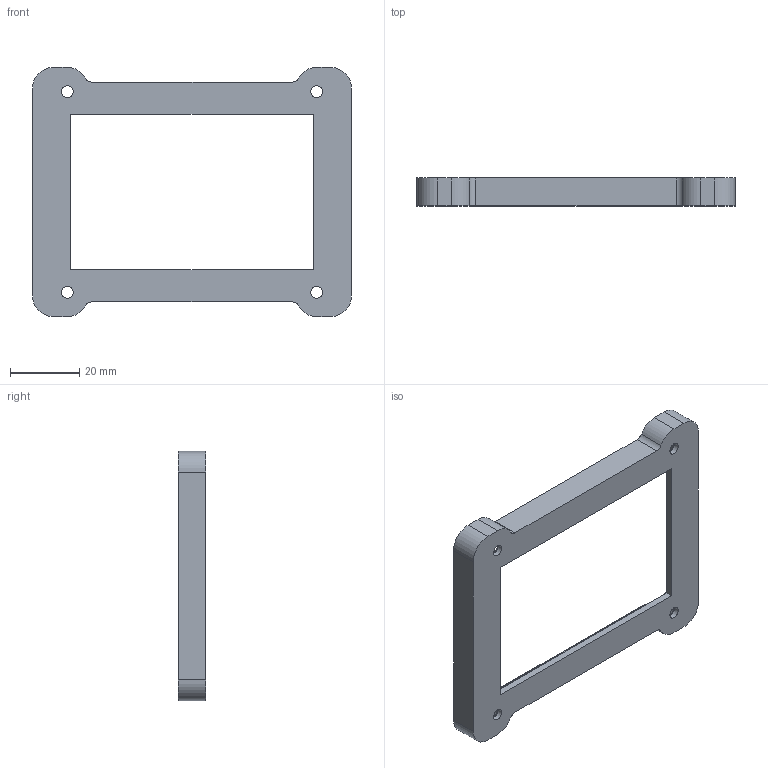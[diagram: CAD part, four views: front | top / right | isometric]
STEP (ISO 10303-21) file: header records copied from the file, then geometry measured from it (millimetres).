
FILE_DESCRIPTION(/* description */ (''),/* implementation_level */ '2;1');
FILE_NAME(/* name */ 'Breadboard Holder.step',/* time_stamp */ '2023-07-08T19:45:32+03:00',/* author */ (''),/* organization */ (''),/* preprocessor_version */ 'ST-DEVELOPER v19.2',/* originating_system */ 'Autodesk Translation Framework v12.6.0.85',/* authorisation */ '');
FILE_SCHEMA (('AUTOMOTIVE_DESIGN { 1 0 10303 214 3 1 1 }'));
Length unit declared in the file: millimetre
Products named in the file (1): breadboard_holder
Bounding box: 92 x 8 x 72 mm (x, y, z)
Volume: 13271.8 mm3; surface area: 10590.7 mm2
Topology: 1 solids, 1 shells, 119 faces, 292 edges, 176 vertices
Faces by surface type: cylinder 60, plane 31, torus 28
Full cylindrical faces by diameter (mm): 3.4 x4
Entity records: 3559 total; most frequent: DIRECTION 680, CARTESIAN_POINT 588, ORIENTED_EDGE 584, EDGE_CURVE 292, AXIS2_PLACEMENT_3D 268, VERTEX_POINT 176, LINE 144, VECTOR 144
